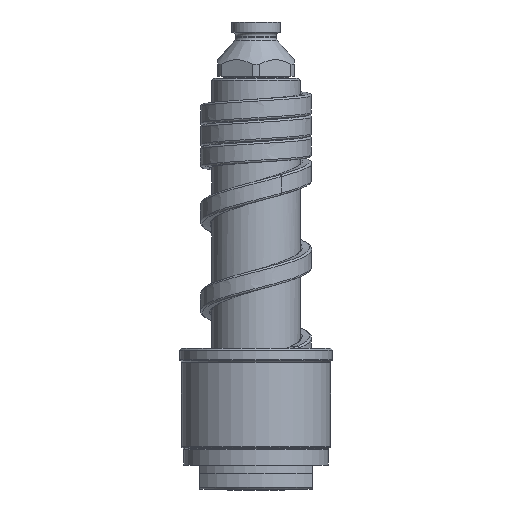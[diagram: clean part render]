
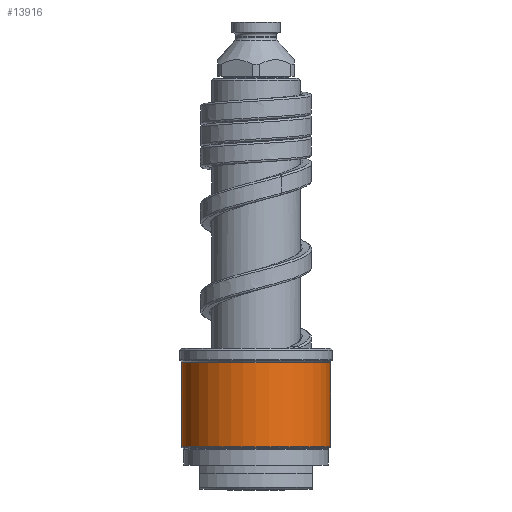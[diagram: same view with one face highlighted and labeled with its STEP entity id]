
A CAD part, front view. The second image highlights one B-rep face of the part: STEP entity #13916.
In plain terms, the highlighted cylindrical face has radius 18.5 mm (diameter 37 mm), a partial arc.
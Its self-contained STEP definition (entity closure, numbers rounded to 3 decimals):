
#5141=CARTESIAN_POINT('',(0.,0.,10.583));
#5142=DIRECTION('',(0.,0.,1.));
#5143=DIRECTION('',(-1.,0.,0.));
#5144=AXIS2_PLACEMENT_3D('',#5141,#5142,#5143);
#5146=DIRECTION('',(0.,0.,-1.));
#5147=VECTOR('',#5146,20.834);
#5148=CARTESIAN_POINT('',(-18.5,0.,31.417));
#5149=LINE('',#5148,#5147);
#5150=CARTESIAN_POINT('',(0.,0.,31.417));
#5151=DIRECTION('',(0.,0.,1.));
#5152=DIRECTION('',(-1.,0.,0.));
#5153=AXIS2_PLACEMENT_3D('',#5150,#5151,#5152);
#5155=DIRECTION('',(0.,0.,-1.));
#5156=VECTOR('',#5155,20.834);
#5157=CARTESIAN_POINT('',(18.5,0.,31.417));
#5158=LINE('',#5157,#5156);
#5816=CARTESIAN_POINT('',(18.5,0.,31.417));
#5817=CARTESIAN_POINT('',(-18.5,0.,31.417));
#5818=VERTEX_POINT('',#5816);
#5819=VERTEX_POINT('',#5817);
#5842=CARTESIAN_POINT('',(18.5,0.,10.583));
#5843=VERTEX_POINT('',#5842);
#5844=CARTESIAN_POINT('',(-18.5,0.,10.583));
#5845=VERTEX_POINT('',#5844);
#13902=CARTESIAN_POINT('',(0.,0.,8.75));
#13903=DIRECTION('',(0.,0.,1.));
#13904=DIRECTION('',(-1.,0.,0.));
#13905=AXIS2_PLACEMENT_3D('',#13902,#13903,#13904);
#13906=CYLINDRICAL_SURFACE('',#13905,18.5);
#13908=ORIENTED_EDGE('',*,*,#13907,.F.);
#13910=ORIENTED_EDGE('',*,*,#13909,.F.);
#13911=ORIENTED_EDGE('',*,*,#13892,.T.);
#13913=ORIENTED_EDGE('',*,*,#13912,.T.);
#13914=EDGE_LOOP('',(#13908,#13910,#13911,#13913));
#13915=FACE_OUTER_BOUND('',#13914,.F.);
#5145=CIRCLE('',#5144,18.5);
#5154=CIRCLE('',#5153,18.5);
#13892=EDGE_CURVE('',#5819,#5818,#5154,.T.);
#13907=EDGE_CURVE('',#5845,#5843,#5145,.T.);
#13909=EDGE_CURVE('',#5819,#5845,#5149,.T.);
#13912=EDGE_CURVE('',#5818,#5843,#5158,.T.);
#13916=ADVANCED_FACE('',(#13915),#13906,.T.);
